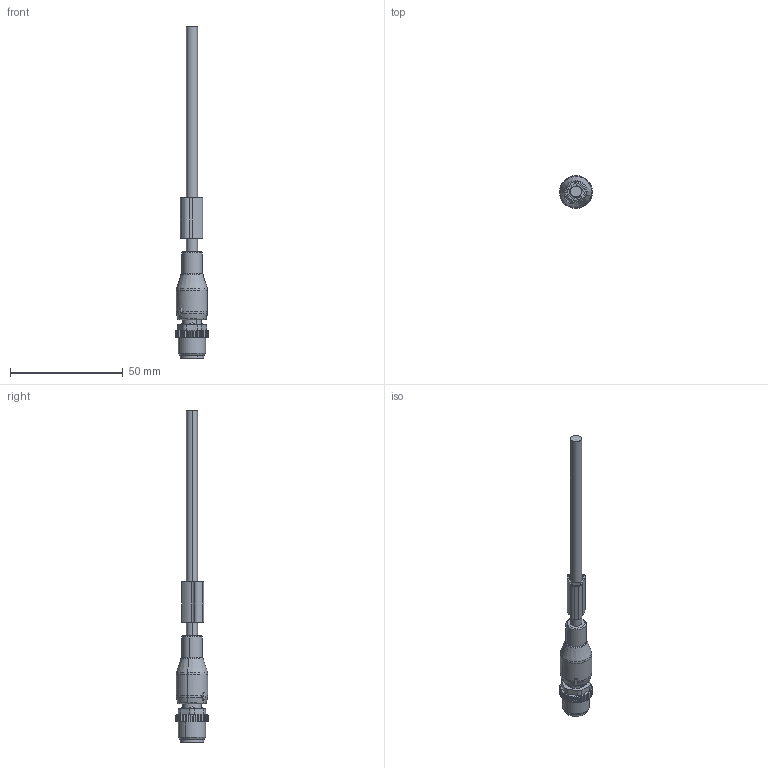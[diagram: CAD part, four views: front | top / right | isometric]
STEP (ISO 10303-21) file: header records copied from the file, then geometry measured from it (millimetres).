
FILE_DESCRIPTION(('CATIA V5 STEP Exchange','CAx-IF Rec.Pracs.--- Model Styling and Organization---1.4--- 2014-01-23'),'2;1');
FILE_NAME ('026629-2_1_1925430150_1925430150.stp','2020-04-04T13:36:55+00:00',('none'),('Weidmueller'),'CATIA Version 5-6 Release 2016 SP3 HF44','CATIA V5 STEP AP214','none');
FILE_SCHEMA(('AUTOMOTIVE_DESIGN { 1 0 10303 214 1 1 1 1 }'));
Length unit declared in the file: millimetre
Products named in the file (1): 1925430150
Bounding box: 14.52 x 14.6 x 147 mm (x, y, z)
Volume: 7191.3 mm3; surface area: 6932.2 mm2
Topology: 8 solids, 8 shells, 558 faces, 1424 edges, 898 vertices
Faces by surface type: plane 223, cylinder 170, cone 83, torus 74, sphere 8
Entity records: 16031 total; most frequent: CARTESIAN_POINT 3947, ORIENTED_EDGE 2820, DIRECTION 1854, EDGE_CURVE 1410, AXIS2_PLACEMENT_3D 900, VERTEX_POINT 898, EDGE_LOOP 606, VECTOR 591
